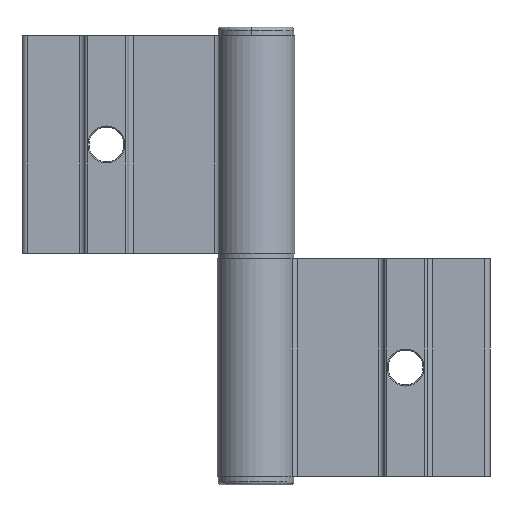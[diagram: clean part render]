
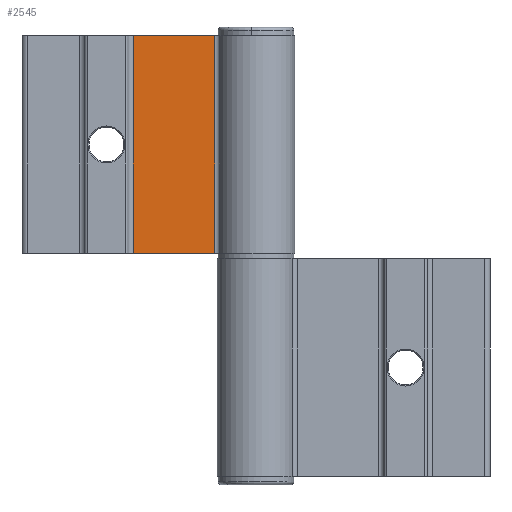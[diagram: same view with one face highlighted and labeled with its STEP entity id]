
A CAD part, front view. The second image highlights one B-rep face of the part: STEP entity #2545.
In plain terms, the highlighted planar face has unit normal (0, -1, 0).
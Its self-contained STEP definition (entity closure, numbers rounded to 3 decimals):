
#129 = DIRECTION ( 'NONE',  ( 0., 1., 0. ) ) ;
#159 = CARTESIAN_POINT ( 'NONE',  ( -22.55, -1.9, -20. ) ) ;
#252 = VERTEX_POINT ( 'NONE', #2888 ) ;
#420 = EDGE_CURVE ( 'NONE', #2629, #1202, #3084, .T. ) ;
#433 = ORIENTED_EDGE ( 'NONE', *, *, #420, .T. ) ;
#477 = VECTOR ( 'NONE', #1889, 1000. ) ;
#571 = ORIENTED_EDGE ( 'NONE', *, *, #2014, .T. ) ;
#720 = CARTESIAN_POINT ( 'NONE',  ( -7.563, -1.9, 20. ) ) ;
#952 = VECTOR ( 'NONE', #2957, 1000. ) ;
#1021 = CARTESIAN_POINT ( 'NONE',  ( -22.55, -1.9, 20. ) ) ;
#1081 = LINE ( 'NONE', #2891, #477 ) ;
#1202 = VERTEX_POINT ( 'NONE', #2910 ) ;
#1610 = VECTOR ( 'NONE', #1891, 1000. ) ;
#1617 = PLANE ( 'NONE',  #1992 ) ;
#1671 = DIRECTION ( 'NONE',  ( 1., 0., 0. ) ) ;
#1833 = VECTOR ( 'NONE', #1671, 1000. ) ;
#1864 = DIRECTION ( 'NONE',  ( -1., 0., 0. ) ) ;
#1878 = EDGE_LOOP ( 'NONE', ( #571, #433, #2166, #2356 ) ) ;
#1889 = DIRECTION ( 'NONE',  ( 1., 0., 0. ) ) ;
#1891 = DIRECTION ( 'NONE',  ( 0., 0., -1. ) ) ;
#1992 = AXIS2_PLACEMENT_3D ( 'NONE', #2091, #129, #1864 ) ;
#2014 = EDGE_CURVE ( 'NONE', #252, #2629, #1081, .T. ) ;
#2091 = CARTESIAN_POINT ( 'NONE',  ( -6.841, -1.9, 20. ) ) ;
#2166 = ORIENTED_EDGE ( 'NONE', *, *, #2999, .F. ) ;
#2243 = EDGE_CURVE ( 'NONE', #2867, #252, #2259, .T. ) ;
#2259 = LINE ( 'NONE', #159, #1610 ) ;
#2356 = ORIENTED_EDGE ( 'NONE', *, *, #2243, .T. ) ;
#2491 = LINE ( 'NONE', #3163, #1833 ) ;
#2545 = ADVANCED_FACE ( 'NONE', ( #3027 ), #1617, .F. ) ;
#2629 = VERTEX_POINT ( 'NONE', #2898 ) ;
#2867 = VERTEX_POINT ( 'NONE', #1021 ) ;
#2888 = CARTESIAN_POINT ( 'NONE',  ( -22.55, -1.9, -20. ) ) ;
#2891 = CARTESIAN_POINT ( 'NONE',  ( -6.841, -1.9, -20. ) ) ;
#2898 = CARTESIAN_POINT ( 'NONE',  ( -7.563, -1.9, -20. ) ) ;
#2910 = CARTESIAN_POINT ( 'NONE',  ( -7.563, -1.9, 20. ) ) ;
#2957 = DIRECTION ( 'NONE',  ( 0., 0., 1. ) ) ;
#2999 = EDGE_CURVE ( 'NONE', #2867, #1202, #2491, .T. ) ;
#3027 = FACE_OUTER_BOUND ( 'NONE', #1878, .T. ) ;
#3084 = LINE ( 'NONE', #720, #952 ) ;
#3163 = CARTESIAN_POINT ( 'NONE',  ( -6.841, -1.9, 20. ) ) ;
